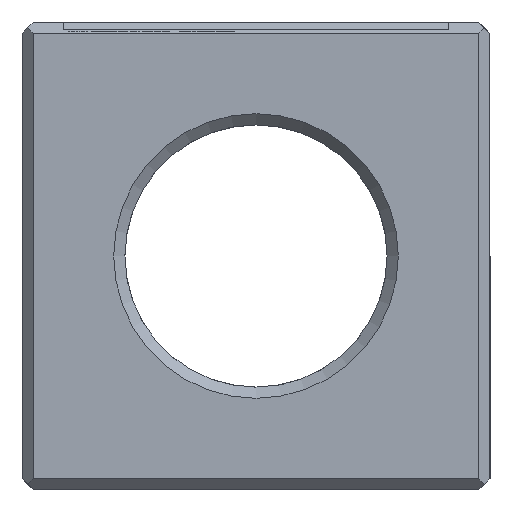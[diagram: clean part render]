
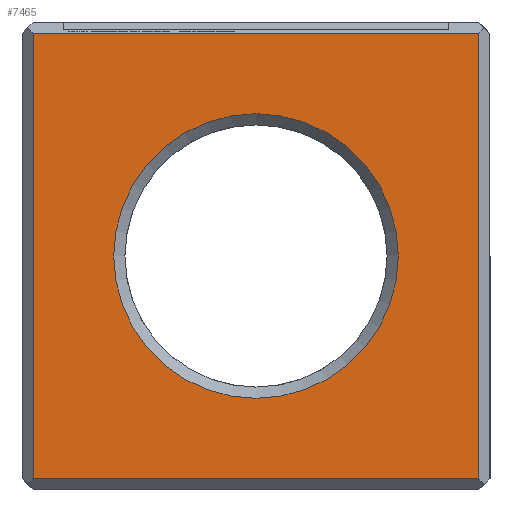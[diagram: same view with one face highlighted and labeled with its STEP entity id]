
A CAD part, left-side view. The second image highlights one B-rep face of the part: STEP entity #7465.
In plain terms, the highlighted planar face has unit normal (-1, 0, 0).
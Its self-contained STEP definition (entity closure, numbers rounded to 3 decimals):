
#72 = PLANE('',#73);
#73 = AXIS2_PLACEMENT_3D('',#74,#75,#76);
#74 = CARTESIAN_POINT('',(0.,0.,0.3));
#75 = DIRECTION('',(-0.707,0.,-0.707)
  );
#76 = DIRECTION('',(0.707,0.,-0.707));
#1622 = PLANE('',#1623);
#1623 = AXIS2_PLACEMENT_3D('',#1624,#1625,#1626);
#1624 = CARTESIAN_POINT('',(0.3,12.5,0.));
#1625 = DIRECTION('',(0.707,-0.707,0.));
#1626 = DIRECTION('',(-0.707,-0.707,0.));
#1853 = PLANE('',#1854);
#1854 = AXIS2_PLACEMENT_3D('',#1855,#1856,#1857);
#1855 = CARTESIAN_POINT('',(0.3,0.,0.));
#1856 = DIRECTION('',(-0.707,-0.707,0.));
#1857 = DIRECTION('',(-0.707,0.707,0.));
#1921 = VERTEX_POINT('',#1922);
#1922 = CARTESIAN_POINT('',(0.,0.3,0.3));
#1943 = EDGE_CURVE('',#1921,#1944,#1946,.T.);
#1944 = VERTEX_POINT('',#1945);
#1945 = CARTESIAN_POINT('',(0.,12.2,0.3));
#1946 = SURFACE_CURVE('',#1947,(#1951,#1958),.PCURVE_S1.);
#1947 = LINE('',#1948,#1949);
#1948 = CARTESIAN_POINT('',(0.,0.,0.3));
#1949 = VECTOR('',#1950,1.);
#1950 = DIRECTION('',(0.,1.,0.));
#1951 = PCURVE('',#72,#1952);
#1952 = DEFINITIONAL_REPRESENTATION('',(#1953),#1957);
#1953 = LINE('',#1954,#1955);
#1954 = CARTESIAN_POINT('',(0.,0.));
#1955 = VECTOR('',#1956,1.);
#1956 = DIRECTION('',(0.,-1.));
#1957 = ( GEOMETRIC_REPRESENTATION_CONTEXT(2) 
PARAMETRIC_REPRESENTATION_CONTEXT() REPRESENTATION_CONTEXT('2D SPACE',''
  ) );
#1958 = PCURVE('',#1959,#1964);
#1959 = PLANE('',#1960);
#1960 = AXIS2_PLACEMENT_3D('',#1961,#1962,#1963);
#1961 = CARTESIAN_POINT('',(0.,12.5,0.));
#1962 = DIRECTION('',(1.,0.,0.));
#1963 = DIRECTION('',(0.,-1.,0.));
#1964 = DEFINITIONAL_REPRESENTATION('',(#1965),#1969);
#1965 = LINE('',#1966,#1967);
#1966 = CARTESIAN_POINT('',(12.5,-0.3));
#1967 = VECTOR('',#1968,1.);
#1968 = DIRECTION('',(-1.,0.));
#1969 = ( GEOMETRIC_REPRESENTATION_CONTEXT(2) 
PARAMETRIC_REPRESENTATION_CONTEXT() REPRESENTATION_CONTEXT('2D SPACE',''
  ) );
#5702 = VERTEX_POINT('',#5703);
#5703 = CARTESIAN_POINT('',(0.,12.2,12.2));
#5717 = PLANE('',#5718);
#5718 = AXIS2_PLACEMENT_3D('',#5719,#5720,#5721);
#5719 = CARTESIAN_POINT('',(0.3,0.,12.5));
#5720 = DIRECTION('',(-0.707,0.,0.707
    ));
#5721 = DIRECTION('',(-0.707,0.,-0.707
    ));
#5729 = EDGE_CURVE('',#1944,#5702,#5730,.T.);
#5730 = SURFACE_CURVE('',#5731,(#5735,#5742),.PCURVE_S1.);
#5731 = LINE('',#5732,#5733);
#5732 = CARTESIAN_POINT('',(0.,12.2,0.));
#5733 = VECTOR('',#5734,1.);
#5734 = DIRECTION('',(0.,0.,1.));
#5735 = PCURVE('',#1622,#5736);
#5736 = DEFINITIONAL_REPRESENTATION('',(#5737),#5741);
#5737 = LINE('',#5738,#5739);
#5738 = CARTESIAN_POINT('',(0.424,-0.));
#5739 = VECTOR('',#5740,1.);
#5740 = DIRECTION('',(0.,-1.));
#5741 = ( GEOMETRIC_REPRESENTATION_CONTEXT(2) 
PARAMETRIC_REPRESENTATION_CONTEXT() REPRESENTATION_CONTEXT('2D SPACE',''
  ) );
#5742 = PCURVE('',#1959,#5743);
#5743 = DEFINITIONAL_REPRESENTATION('',(#5744),#5748);
#5744 = LINE('',#5745,#5746);
#5745 = CARTESIAN_POINT('',(0.3,0.));
#5746 = VECTOR('',#5747,1.);
#5747 = DIRECTION('',(0.,-1.));
#5748 = ( GEOMETRIC_REPRESENTATION_CONTEXT(2) 
PARAMETRIC_REPRESENTATION_CONTEXT() REPRESENTATION_CONTEXT('2D SPACE',''
  ) );
#7422 = VERTEX_POINT('',#7423);
#7423 = CARTESIAN_POINT('',(0.,0.3,12.2));
#7444 = EDGE_CURVE('',#1921,#7422,#7445,.T.);
#7445 = SURFACE_CURVE('',#7446,(#7450,#7457),.PCURVE_S1.);
#7446 = LINE('',#7447,#7448);
#7447 = CARTESIAN_POINT('',(0.,0.3,0.));
#7448 = VECTOR('',#7449,1.);
#7449 = DIRECTION('',(0.,0.,1.));
#7450 = PCURVE('',#1853,#7451);
#7451 = DEFINITIONAL_REPRESENTATION('',(#7452),#7456);
#7452 = LINE('',#7453,#7454);
#7453 = CARTESIAN_POINT('',(0.424,0.));
#7454 = VECTOR('',#7455,1.);
#7455 = DIRECTION('',(0.,-1.));
#7456 = ( GEOMETRIC_REPRESENTATION_CONTEXT(2) 
PARAMETRIC_REPRESENTATION_CONTEXT() REPRESENTATION_CONTEXT('2D SPACE',''
  ) );
#7457 = PCURVE('',#1959,#7458);
#7458 = DEFINITIONAL_REPRESENTATION('',(#7459),#7463);
#7459 = LINE('',#7460,#7461);
#7460 = CARTESIAN_POINT('',(12.2,0.));
#7461 = VECTOR('',#7462,1.);
#7462 = DIRECTION('',(0.,-1.));
#7463 = ( GEOMETRIC_REPRESENTATION_CONTEXT(2) 
PARAMETRIC_REPRESENTATION_CONTEXT() REPRESENTATION_CONTEXT('2D SPACE',''
  ) );
#7465 = ADVANCED_FACE('',(#7466,#7492),#1959,.F.);
#7466 = FACE_BOUND('',#7467,.F.);
#7467 = EDGE_LOOP('',(#7468,#7469,#7470,#7471));
#7468 = ORIENTED_EDGE('',*,*,#7444,.F.);
#7469 = ORIENTED_EDGE('',*,*,#1943,.T.);
#7470 = ORIENTED_EDGE('',*,*,#5729,.T.);
#7471 = ORIENTED_EDGE('',*,*,#7472,.F.);
#7472 = EDGE_CURVE('',#7422,#5702,#7473,.T.);
#7473 = SURFACE_CURVE('',#7474,(#7478,#7485),.PCURVE_S1.);
#7474 = LINE('',#7475,#7476);
#7475 = CARTESIAN_POINT('',(0.,0.,12.2));
#7476 = VECTOR('',#7477,1.);
#7477 = DIRECTION('',(0.,1.,0.));
#7478 = PCURVE('',#1959,#7479);
#7479 = DEFINITIONAL_REPRESENTATION('',(#7480),#7484);
#7480 = LINE('',#7481,#7482);
#7481 = CARTESIAN_POINT('',(12.5,-12.2));
#7482 = VECTOR('',#7483,1.);
#7483 = DIRECTION('',(-1.,0.));
#7484 = ( GEOMETRIC_REPRESENTATION_CONTEXT(2) 
PARAMETRIC_REPRESENTATION_CONTEXT() REPRESENTATION_CONTEXT('2D SPACE',''
  ) );
#7485 = PCURVE('',#5717,#7486);
#7486 = DEFINITIONAL_REPRESENTATION('',(#7487),#7491);
#7487 = LINE('',#7488,#7489);
#7488 = CARTESIAN_POINT('',(0.424,0.));
#7489 = VECTOR('',#7490,1.);
#7490 = DIRECTION('',(0.,-1.));
#7491 = ( GEOMETRIC_REPRESENTATION_CONTEXT(2) 
PARAMETRIC_REPRESENTATION_CONTEXT() REPRESENTATION_CONTEXT('2D SPACE',''
  ) );
#7492 = FACE_BOUND('',#7493,.F.);
#7493 = EDGE_LOOP('',(#7494));
#7494 = ORIENTED_EDGE('',*,*,#7495,.T.);
#7495 = EDGE_CURVE('',#7496,#7496,#7498,.T.);
#7496 = VERTEX_POINT('',#7497);
#7497 = CARTESIAN_POINT('',(0.,2.45,6.25));
#7498 = SURFACE_CURVE('',#7499,(#7504,#7515),.PCURVE_S1.);
#7499 = CIRCLE('',#7500,3.8);
#7500 = AXIS2_PLACEMENT_3D('',#7501,#7502,#7503);
#7501 = CARTESIAN_POINT('',(0.,6.25,6.25));
#7502 = DIRECTION('',(-1.,0.,0.));
#7503 = DIRECTION('',(0.,-1.,0.));
#7504 = PCURVE('',#1959,#7505);
#7505 = DEFINITIONAL_REPRESENTATION('',(#7506),#7514);
#7506 = ( BOUNDED_CURVE() B_SPLINE_CURVE(2,(#7507,#7508,#7509,#7510,
#7511,#7512,#7513),.UNSPECIFIED.,.T.,.F.) B_SPLINE_CURVE_WITH_KNOTS((1,2
    ,2,2,2,1),(-2.094,0.,2.094,4.189,
6.283,8.378),.UNSPECIFIED.) CURVE() 
GEOMETRIC_REPRESENTATION_ITEM() RATIONAL_B_SPLINE_CURVE((1.,0.5,1.,0.5,
1.,0.5,1.)) REPRESENTATION_ITEM('') );
#7507 = CARTESIAN_POINT('',(10.05,-6.25));
#7508 = CARTESIAN_POINT('',(10.05,-12.832));
#7509 = CARTESIAN_POINT('',(4.35,-9.541));
#7510 = CARTESIAN_POINT('',(-1.35,-6.25));
#7511 = CARTESIAN_POINT('',(4.35,-2.959));
#7512 = CARTESIAN_POINT('',(10.05,0.332));
#7513 = CARTESIAN_POINT('',(10.05,-6.25));
#7514 = ( GEOMETRIC_REPRESENTATION_CONTEXT(2) 
PARAMETRIC_REPRESENTATION_CONTEXT() REPRESENTATION_CONTEXT('2D SPACE',''
  ) );
#7515 = PCURVE('',#7516,#7521);
#7516 = CONICAL_SURFACE('',#7517,3.5,0.785);
#7517 = AXIS2_PLACEMENT_3D('',#7518,#7519,#7520);
#7518 = CARTESIAN_POINT('',(0.3,6.25,6.25));
#7519 = DIRECTION('',(-1.,-0.,-0.));
#7520 = DIRECTION('',(0.,-1.,0.));
#7521 = DEFINITIONAL_REPRESENTATION('',(#7522),#7526);
#7522 = LINE('',#7523,#7524);
#7523 = CARTESIAN_POINT('',(-0.,0.3));
#7524 = VECTOR('',#7525,1.);
#7525 = DIRECTION('',(1.,-0.));
#7526 = ( GEOMETRIC_REPRESENTATION_CONTEXT(2) 
PARAMETRIC_REPRESENTATION_CONTEXT() REPRESENTATION_CONTEXT('2D SPACE',''
  ) );
